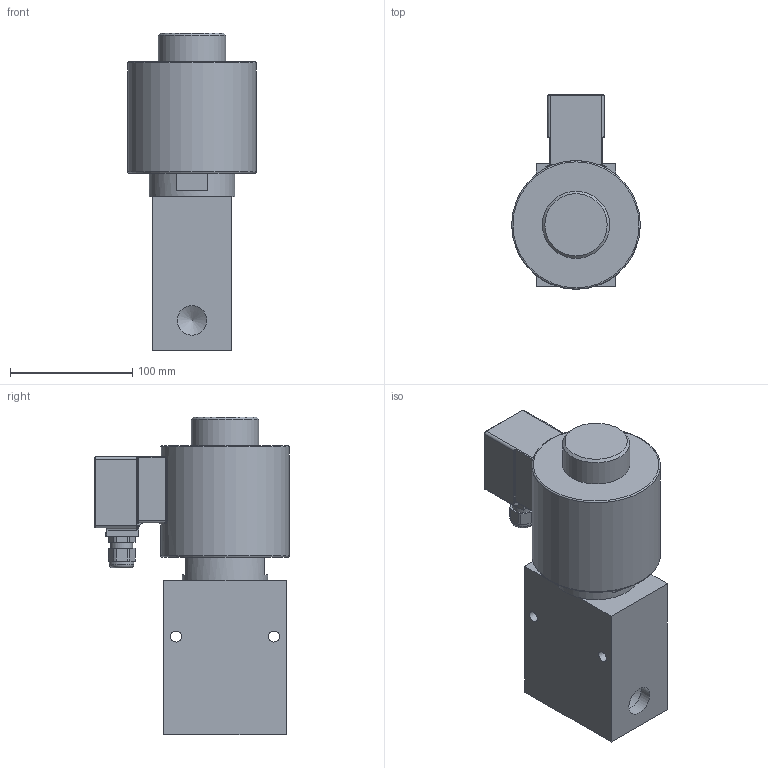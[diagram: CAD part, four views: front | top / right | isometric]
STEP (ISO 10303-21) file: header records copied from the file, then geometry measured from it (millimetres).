
FILE_DESCRIPTION(/* description */ ('3D-Modell'),/* implementation_level */ '2;1');
FILE_NAME(/* name */ '049.003114_1-041-24-0804-.272.stp',/* time_stamp */ '2023-11-15T11:53:29+01:00',/* author */ ('EToews'),/* organization */ (''),/* preprocessor_version */ 'ST-DEVELOPER v16.1',/* originating_system */ 'Autodesk Inventor 2016',/* authorisation */ '');
FILE_SCHEMA (('AUTOMOTIVE_DESIGN { 1 0 10303 214 3 1 1 }'));
Length unit declared in the file: millimetre
Products named in the file (1): 88-006133
Bounding box: 105.16 x 159.08 x 260 mm (x, y, z)
Volume: 1876113.1 mm3; surface area: 121963.2 mm2
Topology: 1 solids, 1 shells, 134 faces, 330 edges, 202 vertices
Faces by surface type: plane 57, cylinder 49, cone 13, torus 11, bspline 4
Full cylindrical faces by diameter (mm): 9 x2, 18 x1, 20 x1, 24.117 x2, 55 x1, 70 x1, 105.16 x1
Entity records: 4043 total; most frequent: CARTESIAN_POINT 964, DIRECTION 645, ORIENTED_EDGE 616, EDGE_CURVE 308, AXIS2_PLACEMENT_3D 242, VERTEX_POINT 197, LINE 161, VECTOR 161
